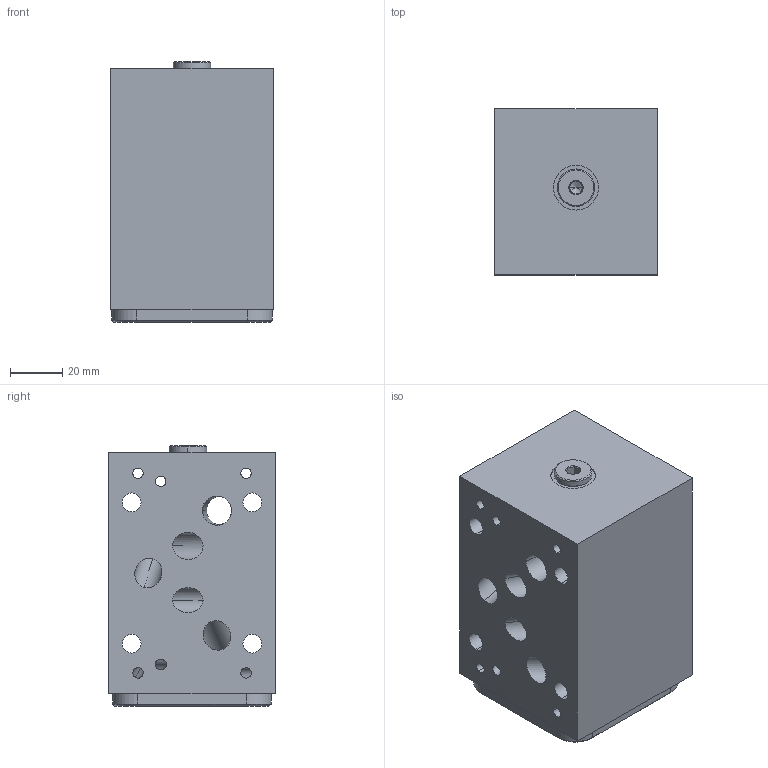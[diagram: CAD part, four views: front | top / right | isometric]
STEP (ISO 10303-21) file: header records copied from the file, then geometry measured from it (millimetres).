
FILE_DESCRIPTION((''),'2;1');
FILE_NAME('Z3F_ASM','2022-01-25T',('ProEService'),(''),'PRO/ENGINEER BY PARAMETRIC TECHNOLOGY CORPORATION, 2014200','PRO/ENGINEER BY PARAMETRIC TECHNOLOGY CORPORATION, 2014200','');
FILE_SCHEMA(('CONFIG_CONTROL_DESIGN'));
Length unit declared in the file: inch
Products named in the file (3): 153-818; A330-006-004; Z3F_ASM
Assembly tree (2 placements, depth 2):
  Z3F_ASM
    153-818
    A330-006-004
Bounding box: 61.93 x 63.5 x 99.34 mm (x, y, z)
Volume: 305537.5 mm3; surface area: 57991.3 mm2
Topology: 2 solids, 2 shells, 168 faces, 718 edges, 699 vertices
Faces by surface type: cylinder 84, cone 42, plane 33, sphere 7, torus 2
Entity records: 9284 total; most frequent: CARTESIAN_POINT 3657, DIRECTION 1131, ORIENTED_EDGE 880, VECTOR 443, LINE 443, EDGE_CURVE 440, AXIS2_PLACEMENT_3D 344, VERTEX_POINT 282
